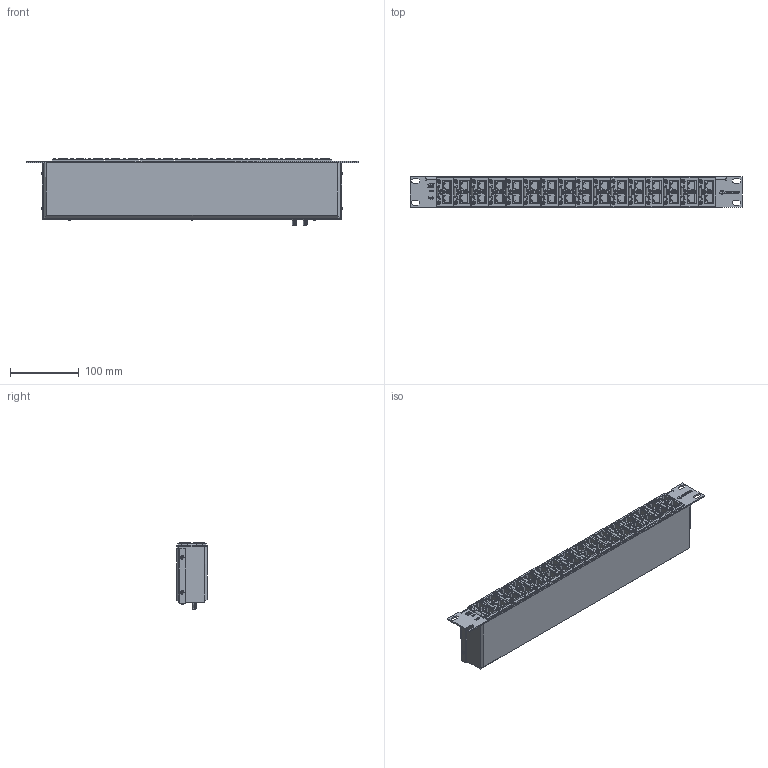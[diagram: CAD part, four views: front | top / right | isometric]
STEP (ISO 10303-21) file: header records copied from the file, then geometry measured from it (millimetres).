
FILE_DESCRIPTION (( 'STEP AP214' ), '1' );
FILE_NAME ('1101-985-E.STEP', '2019-01-16T20:06:00', ( '' ), ( '' ), 'SwSTEP 2.0', 'SolidWorks 2018', '' );
FILE_SCHEMA (( 'AUTOMOTIVE_DESIGN' ));
Length unit declared in the file: inch
Products named in the file (159): 2004-172^2004-172-6; 2500-286; CR-BHMS 0.112-40x0.188x0.188-N; 1000-1270-F1.25; 2102-311; 2003-1052-3; PEM SO-440-10 ZI--S; 121-500-001; 2003-2561; 1000-1254 top^1000-1254; PEM FH-0420-8; CR-BHMS 0.112-40x0.188x0.188-N_CR-BHMS 0.112-40x0.188x0.188-N; 121-500-001_.175 Mat''l Thickness; 1101-985-E; 2004-172-6; 1000-1254_Base^1000-1254; 2250-918-F1.25; 1000-1254; 1000-1254 Base^1000-1254_Base_1000-1254; PEM SO-440-10 ZI--S_PEM SO-440-10 ZI--S
Assembly tree (102 placements, depth 4):
  2004-172^2004-172-6
  2500-286
  CR-BHMS 0.112-40x0.188x0.188-N
  2500-286
  2500-286
Bounding box: 482.6 x 44.5 x 97.14 mm (x, y, z)
Volume: 343642.6 mm3; surface area: 353510.4 mm2
Topology: 132 solids, 132 shells, 13143 faces, 32609 edges, 20754 vertices
Faces by surface type: plane 7305, bspline 2098, cylinder 2050, cone 1460, torus 166, sphere 64
Entity records: 117760 total; most frequent: CARTESIAN_POINT 43173, ORIENTED_EDGE 11776, DIRECTION 9209, EDGE_CURVE 5888, LINE 3931, VECTOR 3931, VERTEX_POINT 3796, AXIS2_PLACEMENT_3D 2639
